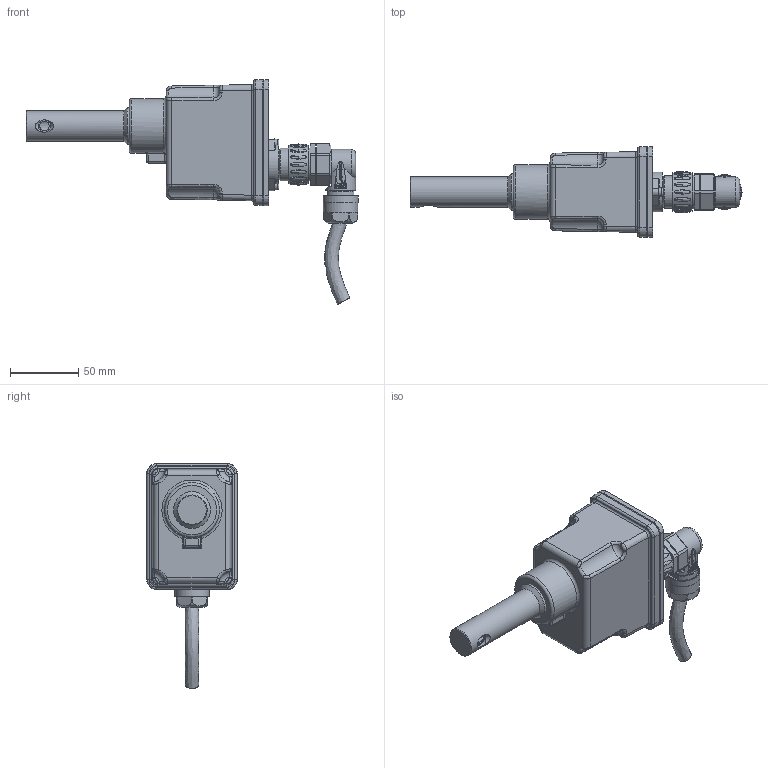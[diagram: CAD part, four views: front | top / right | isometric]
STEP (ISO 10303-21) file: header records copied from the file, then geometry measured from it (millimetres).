
FILE_DESCRIPTION(('STEP AP214'),'1');
FILE_NAME('IFR1... mit Stecker.stp','2021-03-22T12:49:17',(' '),(' '),'Spatial InterOp 3D',' ',' ');
FILE_SCHEMA(('AUTOMOTIVE_DESIGN { 1 0 10303 214 1 1 1 1 }'));
Length unit declared in the file: millimetre
Products named in the file (5): 1615455413; 1615281506; 1615284023; 1615478335; 1616410761
Bounding box: 242.55 x 66 x 164.16 mm (x, y, z)
Volume: 475957.6 mm3; surface area: 77059.6 mm2
Topology: 5 solids, 6 shells, 1203 faces, 3103 edges, 1965 vertices
Faces by surface type: plane 710, cylinder 300, bspline 99, torus 37, extrusion 29, cone 22, sphere 6
Full cylindrical faces by diameter (mm): 0.288 x1, 1.5 x7, 1.837 x1, 2.5 x2, 2.85 x7, 3 x4, 3.2 x2, 3.3 x2, 5 x1, 6 x2, 7 x1, 9 x1, 10.2 x1, 13.7 x1, 14.3 x1, 14.5 x1, 17.4 x1, 17.5 x1, 21 x1, 21.1 x1, 21.6 x1, 22 x3, 23 x1, 24 x2, 24.7 x2, 25 x1, 25.5 x1, 26.9 x1, 28 x1, 40 x1
Entity records: 70291 total; most frequent: CARTESIAN_POINT 20882, ORIENTED_EDGE 5840, DIRECTION 5621, STYLED_ITEM 3524, PRESENTATION_STYLE_ASSIGNMENT 3524, COLOUR_RGB 3524, EDGE_CURVE 2920, CURVE_STYLE 2321
